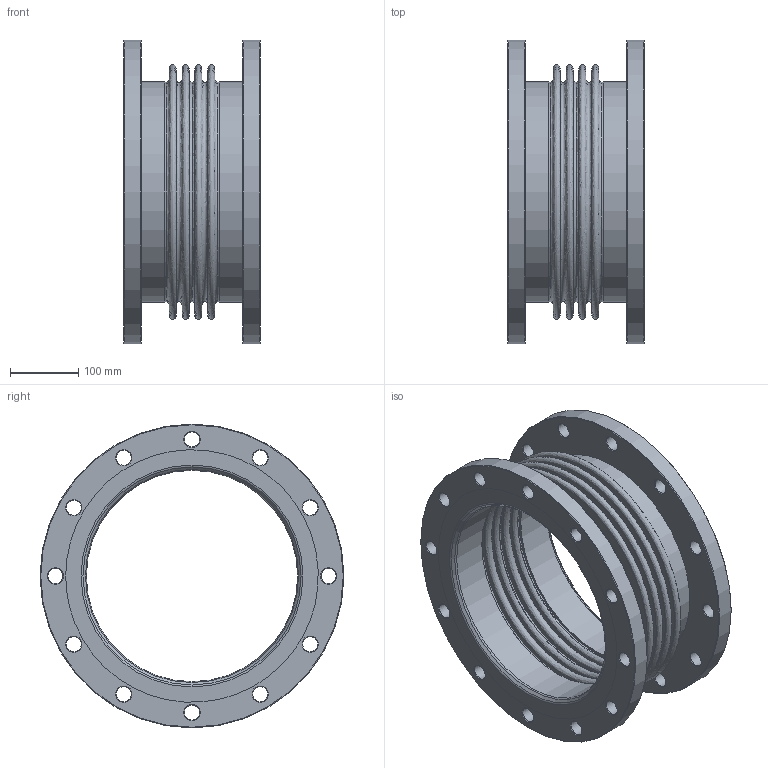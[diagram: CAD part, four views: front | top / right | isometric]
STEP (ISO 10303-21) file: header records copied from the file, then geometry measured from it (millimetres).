
FILE_DESCRIPTION(('HOOPS Exchange Step'),'2;1');
FILE_NAME('KP0501_DN300.stp','2025-11-03T14:19:52+01:00',('nieru'),('Unknown organisation'),'HOOPS Exchange 2024.2','HOOPS Exchange','Unknown authorisation');
FILE_SCHEMA( ('AP203_CONFIGURATION_CONTROLLED_3D_DESIGN_OF_MECHANICAL_PARTS_AND_ASSEMBLIES_MIM_LF') );
Length unit declared in the file: millimetre
Products named in the file (2): 0; root
Assembly tree (1 placements, depth 2):
  root
    0
Bounding box: 200 x 445 x 445 mm (x, y, z)
Volume: 4919616.4 mm3; surface area: 1138075.5 mm2
Topology: 1 solids, 1 shells, 138 faces, 377 edges, 265 vertices
Faces by surface type: cone 54, cylinder 34, plane 26, bspline 20, torus 4
Full cylindrical faces by diameter (mm): 22 x24, 309.7 x2, 317.304 x2, 321.304 x2, 323.9 x2, 445 x2
Entity records: 6834 total; most frequent: CARTESIAN_POINT 3015, DIRECTION 864, ORIENTED_EDGE 754, AXIS2_PLACEMENT_3D 388, EDGE_CURVE 377, CIRCLE 267, VERTEX_POINT 265, EDGE_LOOP 212
